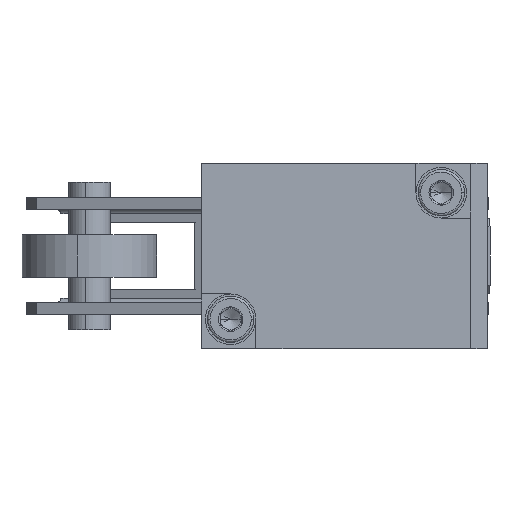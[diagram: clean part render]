
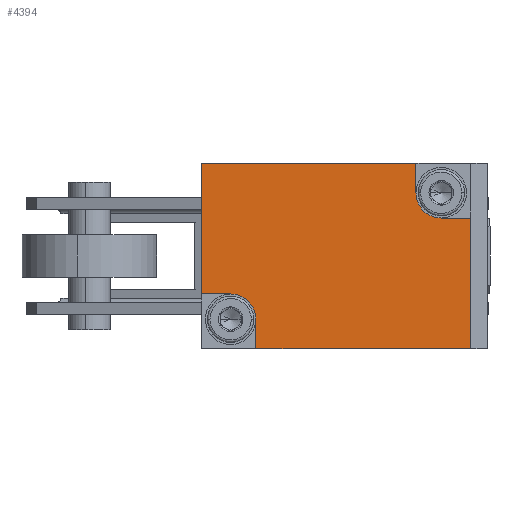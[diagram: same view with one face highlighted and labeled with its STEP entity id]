
A CAD part, front view. The second image highlights one B-rep face of the part: STEP entity #4394.
In plain terms, the highlighted planar face has unit normal (0, -1, 0).
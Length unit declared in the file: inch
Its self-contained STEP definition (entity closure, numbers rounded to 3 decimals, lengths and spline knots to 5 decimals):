
#22 = EDGE_CURVE ( 'NONE', #7275, #3583, #5138, .T. ) ;
#24 = CARTESIAN_POINT ( 'NONE',  ( 0.37402, 0., -0.43307 ) ) ;
#154 = CARTESIAN_POINT ( 'NONE',  ( -0.62992, 0., -0.17717 ) ) ;
#359 = DIRECTION ( 'NONE',  ( -1., 0., 0. ) ) ;
#423 = EDGE_CURVE ( 'NONE', #3583, #3957, #3330, .T. ) ;
#644 = VERTEX_POINT ( 'NONE', #700 ) ;
#699 = VERTEX_POINT ( 'NONE', #4880 ) ;
#700 = CARTESIAN_POINT ( 'NONE',  ( 0.37402, 0., 0.43307 ) ) ;
#800 = CARTESIAN_POINT ( 'NONE',  ( 0.62992, 0., -0.43307 ) ) ;
#841 = EDGE_CURVE ( 'NONE', #7275, #4380, #4554, .T. ) ;
#956 = DIRECTION ( 'NONE',  ( 1., 0., 0. ) ) ;
#1202 = ORIENTED_EDGE ( 'NONE', *, *, #6239, .F. ) ;
#1218 = ORIENTED_EDGE ( 'NONE', *, *, #3327, .F. ) ;
#1224 = AXIS2_PLACEMENT_3D ( 'NONE', #5094, #6667, #5502 ) ;
#1240 = AXIS2_PLACEMENT_3D ( 'NONE', #3878, #1990, #4350 ) ;
#1257 = CARTESIAN_POINT ( 'NONE',  ( 0.62992, 0., -0.43307 ) ) ;
#1294 = CARTESIAN_POINT ( 'NONE',  ( -0.62992, 0., -0.43307 ) ) ;
#1312 = DIRECTION ( 'NONE',  ( -1., 0., 0. ) ) ;
#1353 = DIRECTION ( 'NONE',  ( 0., 0., -1. ) ) ;
#1426 = PLANE ( 'NONE',  #6190 ) ;
#1523 = ORIENTED_EDGE ( 'NONE', *, *, #5909, .F. ) ;
#1710 = ORIENTED_EDGE ( 'NONE', *, *, #5020, .F. ) ;
#1851 = LINE ( 'NONE', #2535, #7293 ) ;
#1990 = DIRECTION ( 'NONE',  ( 0., -1., 0. ) ) ;
#2151 = VECTOR ( 'NONE', #4781, 39.37008 ) ;
#2480 = VECTOR ( 'NONE', #4417, 39.37008 ) ;
#2535 = CARTESIAN_POINT ( 'NONE',  ( -0.62992, 0., 0.43307 ) ) ;
#2565 = VERTEX_POINT ( 'NONE', #6435 ) ;
#2665 = CARTESIAN_POINT ( 'NONE',  ( -0.37402, 0., -0.43307 ) ) ;
#2707 = CARTESIAN_POINT ( 'NONE',  ( 0.62992, 0., 0.43307 ) ) ;
#2786 = ORIENTED_EDGE ( 'NONE', *, *, #6163, .T. ) ;
#2862 = ORIENTED_EDGE ( 'NONE', *, *, #22, .T. ) ;
#2884 = CARTESIAN_POINT ( 'NONE',  ( 0.62992, 0., 0.17717 ) ) ;
#3002 = CARTESIAN_POINT ( 'NONE',  ( -0.62992, 0., -0.17717 ) ) ;
#3158 = DIRECTION ( 'NONE',  ( 0., 1., 0. ) ) ;
#3190 = FACE_OUTER_BOUND ( 'NONE', #5620, .T. ) ;
#3327 = EDGE_CURVE ( 'NONE', #644, #2565, #5363, .T. ) ;
#3330 = LINE ( 'NONE', #2707, #2480 ) ;
#3568 = LINE ( 'NONE', #1294, #6904 ) ;
#3583 = VERTEX_POINT ( 'NONE', #1257 ) ;
#3694 = ORIENTED_EDGE ( 'NONE', *, *, #841, .F. ) ;
#3821 = VERTEX_POINT ( 'NONE', #4564 ) ;
#3878 = CARTESIAN_POINT ( 'NONE',  ( 0.49213, 0., 0.29528 ) ) ;
#3957 = VERTEX_POINT ( 'NONE', #4987 ) ;
#3968 = DIRECTION ( 'NONE',  ( 1., 0., 0. ) ) ;
#4032 = ORIENTED_EDGE ( 'NONE', *, *, #6694, .F. ) ;
#4350 = DIRECTION ( 'NONE',  ( 0., 0., 1. ) ) ;
#4380 = VERTEX_POINT ( 'NONE', #6762 ) ;
#4394 = ADVANCED_FACE ( 'NONE', ( #3190 ), #1426, .F. ) ;
#4417 = DIRECTION ( 'NONE',  ( 0., 0., 1. ) ) ;
#4474 = CARTESIAN_POINT ( 'NONE',  ( 0.49213, 0., 0.17717 ) ) ;
#4548 = LINE ( 'NONE', #2884, #7289 ) ;
#4554 = LINE ( 'NONE', #4673, #5603 ) ;
#4564 = CARTESIAN_POINT ( 'NONE',  ( -0.49213, 0., -0.17717 ) ) ;
#4570 = CIRCLE ( 'NONE', #1240, 0.11811 ) ;
#4651 = VERTEX_POINT ( 'NONE', #3002 ) ;
#4673 = CARTESIAN_POINT ( 'NONE',  ( -0.37402, 0., -0.43307 ) ) ;
#4781 = DIRECTION ( 'NONE',  ( 0., 0., -1. ) ) ;
#4880 = CARTESIAN_POINT ( 'NONE',  ( -0.62992, 0., 0.43307 ) ) ;
#4927 = CIRCLE ( 'NONE', #1224, 0.11811 ) ;
#4987 = CARTESIAN_POINT ( 'NONE',  ( 0.62992, 0., 0.17717 ) ) ;
#5020 = EDGE_CURVE ( 'NONE', #3821, #4651, #7309, .T. ) ;
#5094 = CARTESIAN_POINT ( 'NONE',  ( -0.49213, 0., -0.29528 ) ) ;
#5138 = LINE ( 'NONE', #7507, #7163 ) ;
#5309 = EDGE_CURVE ( 'NONE', #644, #699, #1851, .T. ) ;
#5356 = ORIENTED_EDGE ( 'NONE', *, *, #423, .T. ) ;
#5363 = LINE ( 'NONE', #24, #2151 ) ;
#5431 = DIRECTION ( 'NONE',  ( 0., 0., -1. ) ) ;
#5502 = DIRECTION ( 'NONE',  ( 0., 0., 1. ) ) ;
#5516 = ORIENTED_EDGE ( 'NONE', *, *, #5309, .T. ) ;
#5603 = VECTOR ( 'NONE', #6338, 39.37008 ) ;
#5620 = EDGE_LOOP ( 'NONE', ( #1523, #1218, #5516, #2786, #1710, #1202, #3694, #2862, #5356, #4032 ) ) ;
#5909 = EDGE_CURVE ( 'NONE', #2565, #6633, #4570, .T. ) ;
#6163 = EDGE_CURVE ( 'NONE', #699, #4651, #3568, .T. ) ;
#6190 = AXIS2_PLACEMENT_3D ( 'NONE', #800, #3158, #1353 ) ;
#6239 = EDGE_CURVE ( 'NONE', #4380, #3821, #4927, .T. ) ;
#6338 = DIRECTION ( 'NONE',  ( 0., 0., 1. ) ) ;
#6435 = CARTESIAN_POINT ( 'NONE',  ( 0.37402, 0., 0.29528 ) ) ;
#6633 = VERTEX_POINT ( 'NONE', #4474 ) ;
#6667 = DIRECTION ( 'NONE',  ( 0., -1., 0. ) ) ;
#6694 = EDGE_CURVE ( 'NONE', #6633, #3957, #4548, .T. ) ;
#6762 = CARTESIAN_POINT ( 'NONE',  ( -0.37402, 0., -0.29528 ) ) ;
#6904 = VECTOR ( 'NONE', #5431, 39.37008 ) ;
#7163 = VECTOR ( 'NONE', #956, 39.37008 ) ;
#7275 = VERTEX_POINT ( 'NONE', #2665 ) ;
#7289 = VECTOR ( 'NONE', #3968, 39.37008 ) ;
#7293 = VECTOR ( 'NONE', #1312, 39.37008 ) ;
#7309 = LINE ( 'NONE', #154, #7660 ) ;
#7507 = CARTESIAN_POINT ( 'NONE',  ( 0.62992, 0., -0.43307 ) ) ;
#7660 = VECTOR ( 'NONE', #359, 39.37008 ) ;
